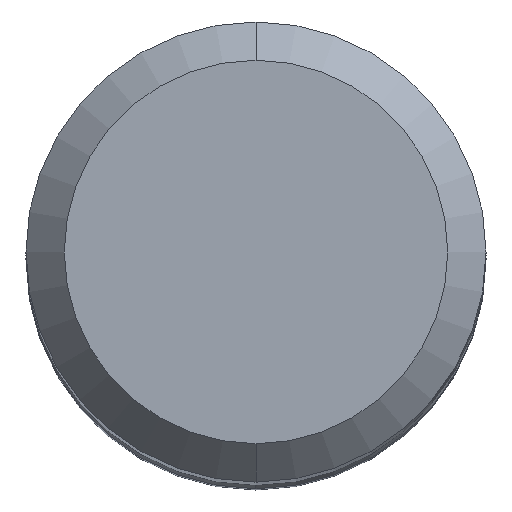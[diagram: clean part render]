
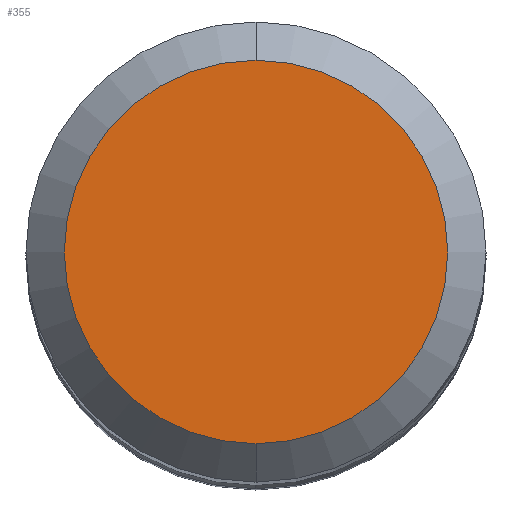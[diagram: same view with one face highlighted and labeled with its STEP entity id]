
A CAD part, top view. The second image highlights one B-rep face of the part: STEP entity #355.
In plain terms, the highlighted planar face has unit normal (0, 0, 1).
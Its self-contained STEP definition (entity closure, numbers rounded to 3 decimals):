
#95=CARTESIAN_POINT('',(0.,0.,45.));
#96=DIRECTION('',(0.,0.,1.));
#97=DIRECTION('',(0.,-1.,0.));
#98=AXIS2_PLACEMENT_3D('',#95,#96,#97);
#103=CARTESIAN_POINT('',(0.,0.,45.));
#104=DIRECTION('',(0.,0.,1.));
#105=DIRECTION('',(0.,1.,0.));
#106=AXIS2_PLACEMENT_3D('',#103,#104,#105);
#268=CARTESIAN_POINT('',(0.,-5.,45.));
#269=CARTESIAN_POINT('',(0.,5.,45.));
#270=VERTEX_POINT('',#268);
#271=VERTEX_POINT('',#269);
#345=CARTESIAN_POINT('',(0.,0.,45.));
#346=DIRECTION('',(0.,0.,-1.));
#347=DIRECTION('',(0.,-1.,0.));
#348=AXIS2_PLACEMENT_3D('',#345,#346,#347);
#349=PLANE('',#348);
#351=ORIENTED_EDGE('',*,*,#350,.F.);
#352=ORIENTED_EDGE('',*,*,#335,.F.);
#353=EDGE_LOOP('',(#351,#352));
#354=FACE_OUTER_BOUND('',#353,.F.);
#99=CIRCLE('',#98,5.);
#107=CIRCLE('',#106,5.);
#335=EDGE_CURVE('',#271,#270,#107,.T.);
#350=EDGE_CURVE('',#270,#271,#99,.T.);
#355=ADVANCED_FACE('',(#354),#349,.F.);
